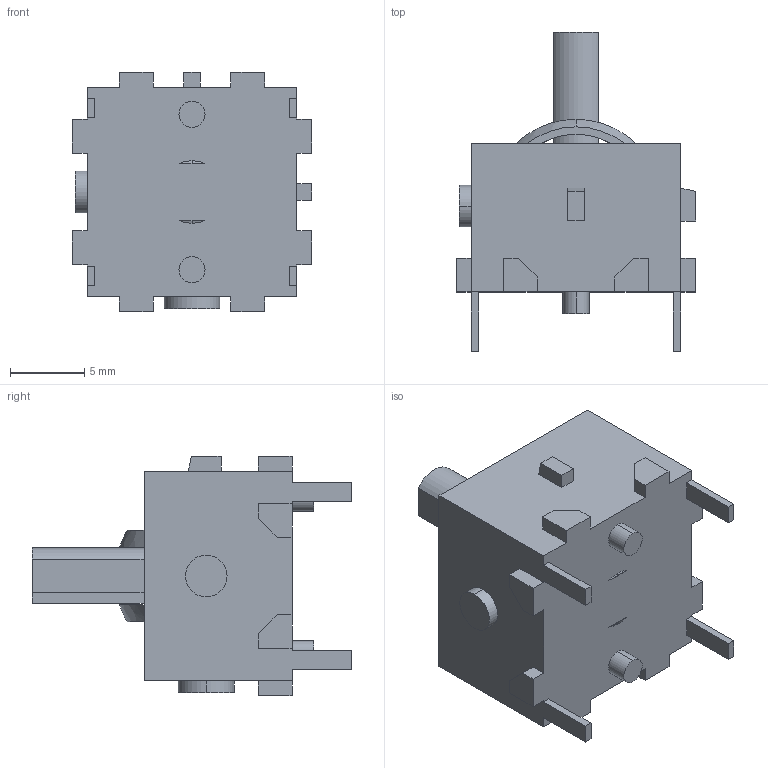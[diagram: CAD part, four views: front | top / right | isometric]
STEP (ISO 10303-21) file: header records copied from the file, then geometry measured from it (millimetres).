
FILE_DESCRIPTION (( 'STEP AP214' ), '1' );
FILE_NAME ('t2 Stickbox.STEP', '2022-01-03T05:18:45', ( '' ), ( '' ), 'SwSTEP 2.0', 'SolidWorks 2016', '' );
FILE_SCHEMA (( 'AUTOMOTIVE_DESIGN' ));
Length unit declared in the file: millimetre
Products named in the file (1): t2 Stickbox
Bounding box: 16.08 x 21.45 x 16.08 mm (x, y, z)
Volume: 2124.3 mm3; surface area: 1266 mm2
Topology: 1 solids, 1 shells, 109 faces, 294 edges, 196 vertices
Faces by surface type: plane 90, cylinder 11, sphere 8
Entity records: 3436 total; most frequent: CARTESIAN_POINT 600, ORIENTED_EDGE 588, DIRECTION 560, EDGE_CURVE 294, LINE 248, VECTOR 248, VERTEX_POINT 196, AXIS2_PLACEMENT_3D 156
